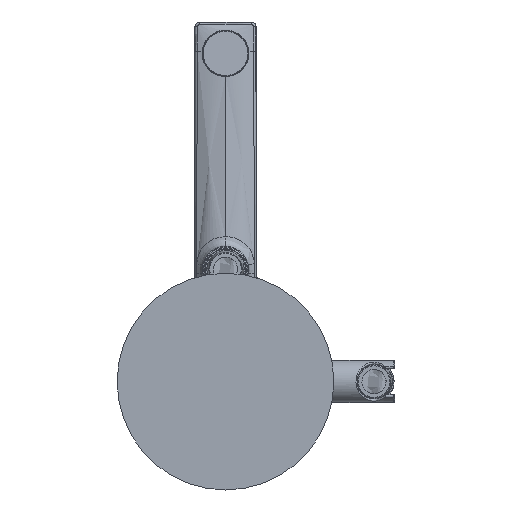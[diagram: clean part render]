
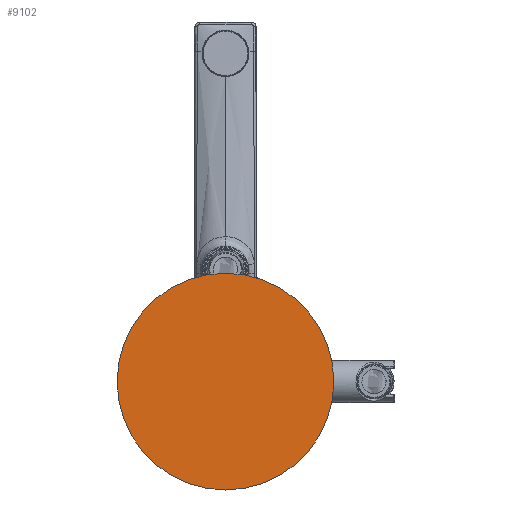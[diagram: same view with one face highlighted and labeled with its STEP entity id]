
A CAD part, front view. The second image highlights one B-rep face of the part: STEP entity #9102.
In plain terms, the highlighted planar face has unit normal (0, -1, 0).
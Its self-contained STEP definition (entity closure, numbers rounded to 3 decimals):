
#1113 = AXIS2_PLACEMENT_3D ( 'NONE', #13986, #9376, #26117 ) ;
#3167 = CARTESIAN_POINT ( 'NONE',  ( 67.5, 0., 0. ) ) ;
#6829 = CIRCLE ( 'NONE', #27455, 67.5 ) ;
#9102 = ADVANCED_FACE ( 'NONE', ( #25866 ), #9322, .F. ) ;
#9322 = PLANE ( 'NONE',  #19919 ) ;
#9376 = DIRECTION ( 'NONE',  ( 0., -1., 0. ) ) ;
#9730 = VERTEX_POINT ( 'NONE', #3167 ) ;
#13202 = DIRECTION ( 'NONE',  ( 0., -1., 0. ) ) ;
#13986 = CARTESIAN_POINT ( 'NONE',  ( 0., 0., 0. ) ) ;
#15418 = CIRCLE ( 'NONE', #1113, 67.5 ) ;
#15617 = CARTESIAN_POINT ( 'NONE',  ( 0., 0., 0. ) ) ;
#16582 = ORIENTED_EDGE ( 'NONE', *, *, #17439, .T. ) ;
#16668 = CARTESIAN_POINT ( 'NONE',  ( 0., 0., 0. ) ) ;
#17082 = DIRECTION ( 'NONE',  ( 1., 0., 0. ) ) ;
#17439 = EDGE_CURVE ( 'NONE', #9730, #20369, #15418, .T. ) ;
#19919 = AXIS2_PLACEMENT_3D ( 'NONE', #16668, #21480, #17082 ) ;
#20369 = VERTEX_POINT ( 'NONE', #30124 ) ;
#20604 = EDGE_LOOP ( 'NONE', ( #30118, #16582 ) ) ;
#21480 = DIRECTION ( 'NONE',  ( 0., 1., 0. ) ) ;
#25037 = DIRECTION ( 'NONE',  ( 1., 0., 0. ) ) ;
#25866 = FACE_OUTER_BOUND ( 'NONE', #20604, .T. ) ;
#26117 = DIRECTION ( 'NONE',  ( 1., 0., 0. ) ) ;
#27455 = AXIS2_PLACEMENT_3D ( 'NONE', #15617, #13202, #25037 ) ;
#29628 = EDGE_CURVE ( 'NONE', #20369, #9730, #6829, .T. ) ;
#30118 = ORIENTED_EDGE ( 'NONE', *, *, #29628, .T. ) ;
#30124 = CARTESIAN_POINT ( 'NONE',  ( -67.5, 0., 0. ) ) ;
